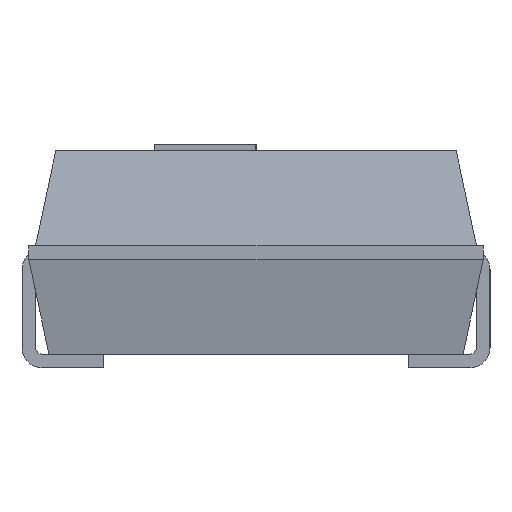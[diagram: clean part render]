
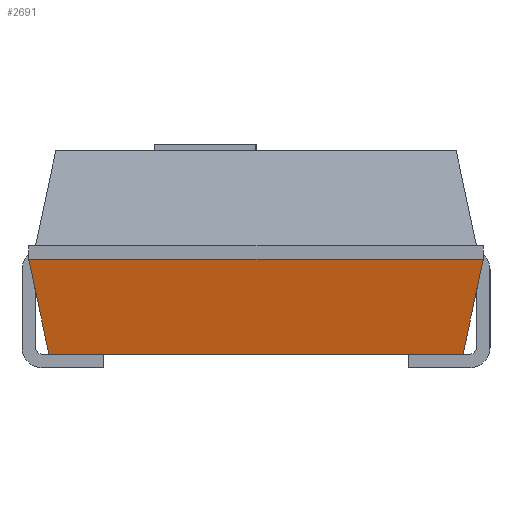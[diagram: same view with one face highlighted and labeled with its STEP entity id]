
A CAD part, left-side view. The second image highlights one B-rep face of the part: STEP entity #2691.
In plain terms, the highlighted free-form (B-spline) face has degree [1, 1] with [2, 2] control points.
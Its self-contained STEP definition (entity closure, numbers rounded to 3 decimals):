
#59=CARTESIAN_POINT('',(-15.722,-3.052,0.1));
#314=VERTEX_POINT('',#59);
#316=EDGE_CURVE('',#317,#314,#319,.T.);
#317=VERTEX_POINT('',#318);
#318=CARTESIAN_POINT('',(-15.722,3.052,0.1));
#319=LINE('',#318,#320);
#320=VECTOR('',#321,1.);
#321=DIRECTION('',(0.,-1.,0.));
#622=EDGE_CURVE('',#317,#623,#625,.T.);
#623=VERTEX_POINT('',#624);
#624=CARTESIAN_POINT('',(-16.02,3.35,1.5));
#625=B_SPLINE_CURVE_WITH_KNOTS('',1,(#318,#624),.UNSPECIFIED.,.F.,.F.,(2,2),(0.,1.),.PIECEWISE_BEZIER_KNOTS.);
#953=EDGE_CURVE('',#314,#954,#956,.T.);
#954=VERTEX_POINT('',#955);
#955=CARTESIAN_POINT('',(-16.02,-3.35,1.5));
#956=B_SPLINE_CURVE_WITH_KNOTS('',1,(#59,#955),.UNSPECIFIED.,.F.,.F.,(2,2),(0.,1.),.PIECEWISE_BEZIER_KNOTS.);
#2691=ADVANCED_FACE('',(#2692),#2700,.T.);
#2692=FACE_BOUND('',#2693,.T.);
#2693=EDGE_LOOP('',(#2694,#2695,#2696,#2699));
#2694=ORIENTED_EDGE('',*,*,#316,.T.);
#2695=ORIENTED_EDGE('',*,*,#953,.T.);
#2696=ORIENTED_EDGE('',*,*,#2697,.F.);
#2697=EDGE_CURVE('',#623,#954,#2698,.T.);
#2698=LINE('',#624,#320);
#2699=ORIENTED_EDGE('',*,*,#622,.F.);
#2700=B_SPLINE_SURFACE_WITH_KNOTS('',1,1,((#318,#624),(#59,#955)),.UNSPECIFIED.,.F.,.F.,.F.,(2,2),(2,2),(0.,6.7),(0.,1.),.PIECEWISE_BEZIER_KNOTS.);
